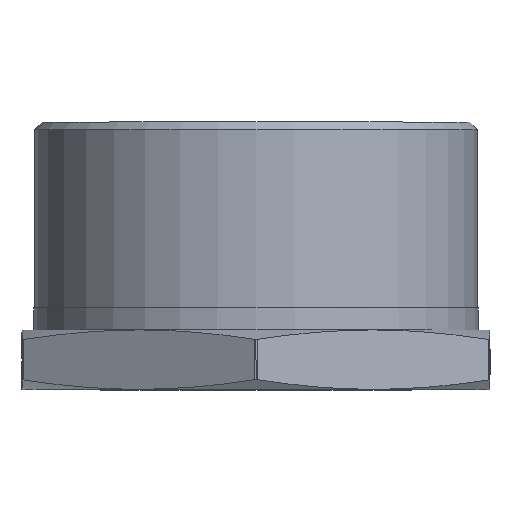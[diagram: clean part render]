
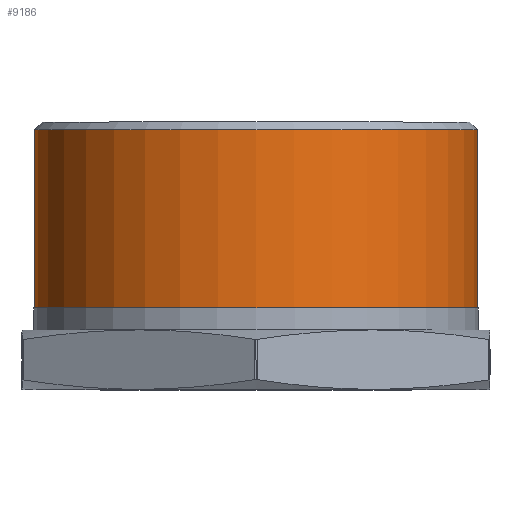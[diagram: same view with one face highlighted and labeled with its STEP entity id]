
A CAD part, top view. The second image highlights one B-rep face of the part: STEP entity #9186.
In plain terms, the highlighted cylindrical face has radius 29.807 mm (diameter 59.614 mm), a partial arc.
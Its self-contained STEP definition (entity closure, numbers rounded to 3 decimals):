
#419 = VERTEX_POINT ( 'NONE', #12796 ) ;
#509 = CIRCLE ( 'NONE', #2106, 29.807 ) ;
#544 = VERTEX_POINT ( 'NONE', #12041 ) ;
#1170 = VERTEX_POINT ( 'NONE', #1510 ) ;
#1510 = CARTESIAN_POINT ( 'NONE',  ( 29.807, 11., 0. ) ) ;
#1895 = CARTESIAN_POINT ( 'NONE',  ( 0., 34.972, 0. ) ) ;
#2106 = AXIS2_PLACEMENT_3D ( 'NONE', #3977, #9317, #13745 ) ;
#2781 = ORIENTED_EDGE ( 'NONE', *, *, #5392, .T. ) ;
#2838 = AXIS2_PLACEMENT_3D ( 'NONE', #1895, #11716, #5189 ) ;
#3858 = LINE ( 'NONE', #13219, #5710 ) ;
#3977 = CARTESIAN_POINT ( 'NONE',  ( 0., 11., 0. ) ) ;
#4899 = DIRECTION ( 'NONE',  ( 0., 1., 0. ) ) ;
#5010 = CYLINDRICAL_SURFACE ( 'NONE', #11129, 29.807 ) ;
#5189 = DIRECTION ( 'NONE',  ( 1., 0., 0. ) ) ;
#5392 = EDGE_CURVE ( 'NONE', #1170, #544, #10000, .T. ) ;
#5399 = CARTESIAN_POINT ( 'NONE',  ( 0., 8., 0. ) ) ;
#5710 = VECTOR ( 'NONE', #4899, 1000. ) ;
#6146 = EDGE_CURVE ( 'NONE', #419, #544, #13232, .T. ) ;
#6441 = EDGE_CURVE ( 'NONE', #13896, #1170, #509, .T. ) ;
#7134 = DIRECTION ( 'NONE',  ( 0., 1., 0. ) ) ;
#8662 = DIRECTION ( 'NONE',  ( 0., 1., 0. ) ) ;
#9186 = ADVANCED_FACE ( 'NONE', ( #10401 ), #5010, .T. ) ;
#9317 = DIRECTION ( 'NONE',  ( 0., 1., 0. ) ) ;
#10000 = LINE ( 'NONE', #13788, #13746 ) ;
#10401 = FACE_OUTER_BOUND ( 'NONE', #11652, .T. ) ;
#10753 = ORIENTED_EDGE ( 'NONE', *, *, #6441, .T. ) ;
#10978 = ORIENTED_EDGE ( 'NONE', *, *, #6146, .F. ) ;
#11129 = AXIS2_PLACEMENT_3D ( 'NONE', #5399, #8662, #12963 ) ;
#11652 = EDGE_LOOP ( 'NONE', ( #12597, #10753, #2781, #10978 ) ) ;
#11716 = DIRECTION ( 'NONE',  ( 0., 1., 0. ) ) ;
#12041 = CARTESIAN_POINT ( 'NONE',  ( 29.807, 34.972, 0. ) ) ;
#12496 = EDGE_CURVE ( 'NONE', #13896, #419, #3858, .T. ) ;
#12531 = CARTESIAN_POINT ( 'NONE',  ( -29.807, 11., 0. ) ) ;
#12597 = ORIENTED_EDGE ( 'NONE', *, *, #12496, .F. ) ;
#12796 = CARTESIAN_POINT ( 'NONE',  ( -29.807, 34.972, 0. ) ) ;
#12963 = DIRECTION ( 'NONE',  ( 1., 0., 0. ) ) ;
#13219 = CARTESIAN_POINT ( 'NONE',  ( -29.807, 8., 0. ) ) ;
#13232 = CIRCLE ( 'NONE', #2838, 29.807 ) ;
#13745 = DIRECTION ( 'NONE',  ( 1., 0., 0. ) ) ;
#13746 = VECTOR ( 'NONE', #7134, 1000. ) ;
#13788 = CARTESIAN_POINT ( 'NONE',  ( 29.807, 8., 0. ) ) ;
#13896 = VERTEX_POINT ( 'NONE', #12531 ) ;
